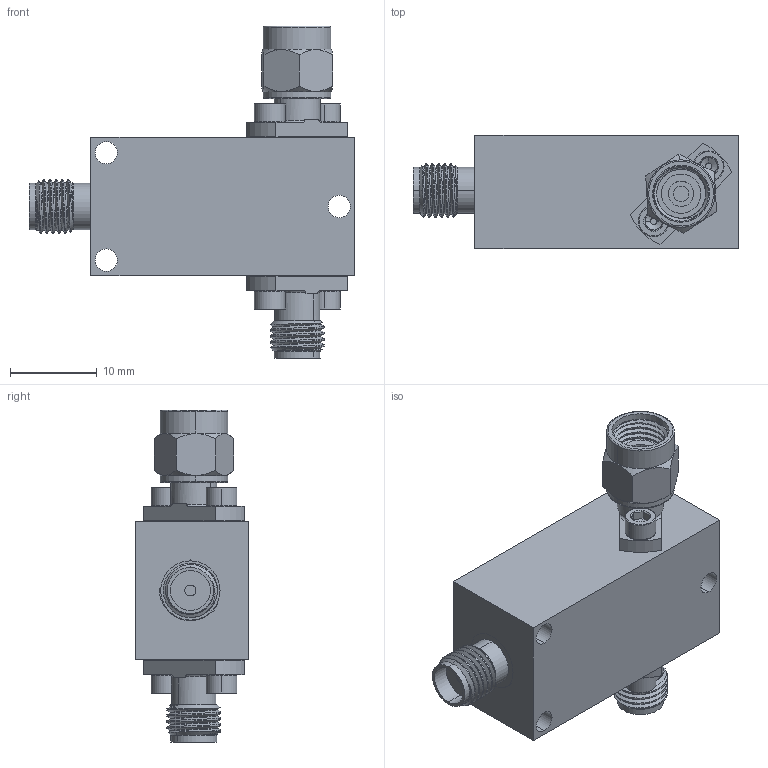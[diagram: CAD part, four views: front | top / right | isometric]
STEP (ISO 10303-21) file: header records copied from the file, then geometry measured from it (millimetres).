
FILE_DESCRIPTION (( 'STEP AP214' ), '1' );
FILE_NAME ('FMBT1635_3D.STEP', '2022-11-16T23:10:44', ( '' ), ( '' ), 'SwSTEP 2.0', 'SolidWorks 2022', '' );
FILE_SCHEMA (( 'AUTOMOTIVE_DESIGN' ));
Length unit declared in the file: inch
Products named in the file (8): Copy of 120-0038^FMBT1635; Copy of 103-4112 HOUSING^FMBT1635; Copy of B FEMALE^FMBT1635; Copy of 120-0046^FMBT1635; Copy of SMA COUPLING NUT_108-0010-00^FMBT1635; Copy of 103-4111 HOUSING^FMBT1635; FMBT1635_3D; Copy of 010-101X_010-1012-00^FMBT1635
Assembly tree (10 placements, depth 2):
  FMBT1635_3D
    Copy of 120-0038^FMBT1635
    Copy of 120-0046^FMBT1635
    Copy of B FEMALE^FMBT1635
    Copy of 103-4112 HOUSING^FMBT1635
    Copy of 103-4111 HOUSING^FMBT1635
    Copy of 010-101X_010-1012-00^FMBT1635  x4
    Copy of SMA COUPLING NUT_108-0010-00^FMBT1635
Bounding box: 37.59 x 13.08 x 38.38 mm (x, y, z)
Volume: 7122.2 mm3; surface area: 5279.5 mm2
Topology: 10 solids, 10 shells, 723 faces, 1618 edges, 937 vertices
Faces by surface type: cylinder 311, cone 261, plane 125, bspline 26
Entity records: 14453 total; most frequent: CARTESIAN_POINT 6020, ORIENTED_EDGE 1754, DIRECTION 1627, EDGE_CURVE 877, AXIS2_PLACEMENT_3D 640, VERTEX_POINT 541, EDGE_LOOP 402, FACE_OUTER_BOUND 366
